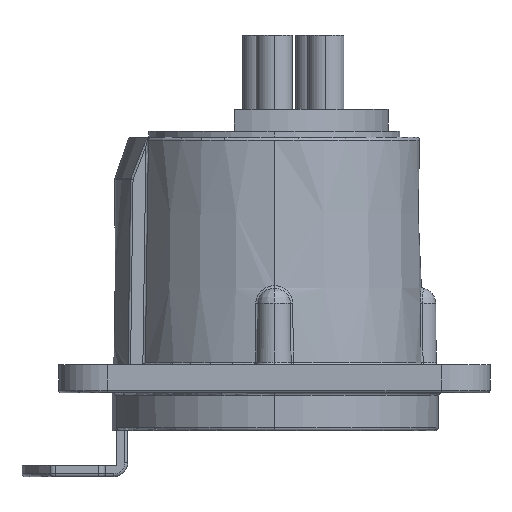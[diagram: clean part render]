
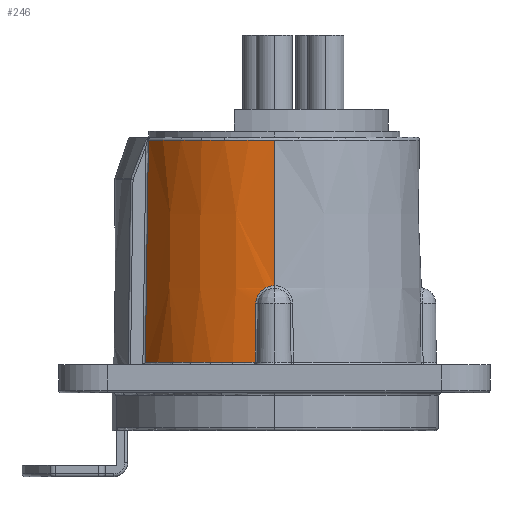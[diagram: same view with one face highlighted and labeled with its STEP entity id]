
A CAD part, left-side view. The second image highlights one B-rep face of the part: STEP entity #246.
In plain terms, the highlighted conical face has half-angle 0.699 degrees and reference radius 10.5 mm.
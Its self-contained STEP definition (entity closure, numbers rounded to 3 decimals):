
#38 = CARTESIAN_POINT ( 'NONE',  ( -133.142, 31.226, 0.198 ) ) ;
#108 = CARTESIAN_POINT ( 'NONE',  ( -133.038, 29.851, 16.102 ) ) ;
#246 = ADVANCED_FACE ( 'NONE', ( #4163 ), #4273, .T. ) ;
#371 = AXIS2_PLACEMENT_3D ( 'NONE', #7439, #2784, #6657 ) ;
#372 = CIRCLE ( 'NONE', #371, 10.596 ) ;
#579 = ORIENTED_EDGE ( 'NONE', *, *, #6011, .F. ) ;
#620 = CARTESIAN_POINT ( 'NONE',  ( -127.836, 38.922, 11.673 ) ) ;
#679 = CARTESIAN_POINT ( 'NONE',  ( -133.162, 30.128, 5.645 ) ) ;
#796 = CARTESIAN_POINT ( 'NONE',  ( -133.103, 31.176, 3.922 ) ) ;
#801 = VERTEX_POINT ( 'NONE', #6570 ) ;
#942 = CARTESIAN_POINT ( 'NONE',  ( -133.142, 31.226, 0.198 ) ) ;
#1051 = EDGE_CURVE ( 'NONE', #2878, #801, #5750, .T. ) ;
#1112 = CARTESIAN_POINT ( 'NONE',  ( -127.837, 39.082, 0.198 ) ) ;
#1254 = B_SPLINE_CURVE_WITH_KNOTS ( 'NONE', 3,
 ( #3726, #7801, #4586, #3763, #620, #9336, #3794 ),
 .UNSPECIFIED., .F., .F.,
 ( 4, 1, 1, 1, 4 ),
 ( 0.128, 0.313, 0.504, 0.694, 0.885 ),
 .UNSPECIFIED. ) ;
#1480 = CARTESIAN_POINT ( 'NONE',  ( -133.159, 30.243, 5.618 ) ) ;
#1769 = CARTESIAN_POINT ( 'NONE',  ( -133.138, 31.22, 0.656 ) ) ;
#2134 = DIRECTION ( 'NONE',  ( -0.5, 0.866, 0. ) ) ;
#2274 = CARTESIAN_POINT ( 'NONE',  ( -127.836, 38.86, 16.102 ) ) ;
#2318 = CARTESIAN_POINT ( 'NONE',  ( -133.154, 30.369, 5.577 ) ) ;
#2772 = DIRECTION ( 'NONE',  ( 0., 0., 1. ) ) ;
#2774 = ORIENTED_EDGE ( 'NONE', *, *, #9269, .F. ) ;
#2784 = DIRECTION ( 'NONE',  ( 0., 0., 1. ) ) ;
#2878 = VERTEX_POINT ( 'NONE', #108 ) ;
#2923 = CARTESIAN_POINT ( 'NONE',  ( -133.136, 29.851, 8.1 ) ) ;
#2940 = VERTEX_POINT ( 'NONE', #1112 ) ;
#3160 = CARTESIAN_POINT ( 'NONE',  ( -133.098, 31.169, 4.418 ) ) ;
#3177 = CARTESIAN_POINT ( 'NONE',  ( -133.165, 29.877, 5.669 ) ) ;
#3326 = AXIS2_PLACEMENT_3D ( 'NONE', #3606, #5957, #4363 ) ;
#3557 = EDGE_CURVE ( 'NONE', #5718, #9197, #6862, .T. ) ;
#3606 = CARTESIAN_POINT ( 'NONE',  ( -122.636, 29.851, 8.1 ) ) ;
#3726 = CARTESIAN_POINT ( 'NONE',  ( -127.837, 39.082, 0.198 ) ) ;
#3763 = CARTESIAN_POINT ( 'NONE',  ( -127.837, 38.979, 7.632 ) ) ;
#3794 = CARTESIAN_POINT ( 'NONE',  ( -127.836, 38.86, 16.102 ) ) ;
#4040 = CARTESIAN_POINT ( 'NONE',  ( -133.098, 31.169, 4.418 ) ) ;
#4163 = FACE_OUTER_BOUND ( 'NONE', #7985, .T. ) ;
#4273 = CONICAL_SURFACE ( 'NONE', #3326, 10.5, 0.012 ) ;
#4363 = DIRECTION ( 'NONE',  ( -1., 0., 0. ) ) ;
#4586 = CARTESIAN_POINT ( 'NONE',  ( -127.837, 39.032, 3.834 ) ) ;
#4625 = VERTEX_POINT ( 'NONE', #2274 ) ;
#4831 = CARTESIAN_POINT ( 'NONE',  ( -133.128, 31.208, 1.597 ) ) ;
#4953 = ORIENTED_EDGE ( 'NONE', *, *, #7479, .F. ) ;
#5486 = CARTESIAN_POINT ( 'NONE',  ( -133.117, 30.922, 5.161 ) ) ;
#5718 = VERTEX_POINT ( 'NONE', #7221 ) ;
#5750 = LINE ( 'NONE', #2923, #7246 ) ;
#5957 = DIRECTION ( 'NONE',  ( 0., 0., -1. ) ) ;
#6011 = EDGE_CURVE ( 'NONE', #2940, #4625, #1254, .T. ) ;
#6027 = DIRECTION ( 'NONE',  ( -0.012, 0., -1. ) ) ;
#6311 = CARTESIAN_POINT ( 'NONE',  ( -133.139, 30.643, 5.43 ) ) ;
#6351 = AXIS2_PLACEMENT_3D ( 'NONE', #9111, #2772, #2134 ) ;
#6413 = EDGE_CURVE ( 'NONE', #2940, #9197, #372, .T. ) ;
#6570 = CARTESIAN_POINT ( 'NONE',  ( -133.165, 29.851, 5.669 ) ) ;
#6657 = DIRECTION ( 'NONE',  ( 1., 0., 0. ) ) ;
#6862 = B_SPLINE_CURVE_WITH_KNOTS ( 'NONE', 3,
 ( #3160, #796, #9655, #4831, #1769, #38 ),
 .UNSPECIFIED., .F., .F.,
 ( 4, 1, 1, 4 ),
 ( 0.115, 0.372, 0.628, 0.867 ),
 .UNSPECIFIED. ) ;
#7221 = CARTESIAN_POINT ( 'NONE',  ( -133.098, 31.169, 4.418 ) ) ;
#7243 = CARTESIAN_POINT ( 'NONE',  ( -133.097, 31.168, 4.522 ) ) ;
#7246 = VECTOR ( 'NONE', #6027, 1000. ) ;
#7439 = CARTESIAN_POINT ( 'NONE',  ( -122.636, 29.851, 0.198 ) ) ;
#7479 = EDGE_CURVE ( 'NONE', #801, #5718, #9168, .T. ) ;
#7801 = CARTESIAN_POINT ( 'NONE',  ( -127.837, 39.066, 1.384 ) ) ;
#7829 = CARTESIAN_POINT ( 'NONE',  ( -133.147, 30.503, 5.516 ) ) ;
#7871 = CARTESIAN_POINT ( 'NONE',  ( -133.165, 29.932, 5.668 ) ) ;
#7973 = CARTESIAN_POINT ( 'NONE',  ( -133.098, 31.14, 4.715 ) ) ;
#7985 = EDGE_LOOP ( 'NONE', ( #9013, #2774, #579, #9885, #8297, #4953 ) ) ;
#8297 = ORIENTED_EDGE ( 'NONE', *, *, #3557, .F. ) ;
#8483 = CIRCLE ( 'NONE', #6351, 10.402 ) ;
#8792 = CARTESIAN_POINT ( 'NONE',  ( -133.106, 31.045, 4.965 ) ) ;
#9013 = ORIENTED_EDGE ( 'NONE', *, *, #1051, .F. ) ;
#9111 = CARTESIAN_POINT ( 'NONE',  ( -122.636, 29.851, 16.102 ) ) ;
#9168 = B_SPLINE_CURVE_WITH_KNOTS ( 'NONE', 3,
 ( #9465, #3177, #7871, #10267, #679, #1480, #2318, #7829, #6311, #9428, #5486, #8792, #7973, #7243, #4040 ),
 .UNSPECIFIED., .F., .F.,
 ( 4, 1, 1, 1, 1, 1, 1, 1, 1, 1, 1, 1, 4 ),
 ( 0., 0.083, 0.167, 0.25, 0.333, 0.417, 0.5, 0.583, 0.667, 0.75, 0.833, 0.917, 1. ),
 .UNSPECIFIED. ) ;
#9197 = VERTEX_POINT ( 'NONE', #942 ) ;
#9269 = EDGE_CURVE ( 'NONE', #4625, #2878, #8483, .T. ) ;
#9336 = CARTESIAN_POINT ( 'NONE',  ( -127.836, 38.881, 14.593 ) ) ;
#9428 = CARTESIAN_POINT ( 'NONE',  ( -133.128, 30.784, 5.315 ) ) ;
#9465 = CARTESIAN_POINT ( 'NONE',  ( -133.165, 29.851, 5.669 ) ) ;
#9655 = CARTESIAN_POINT ( 'NONE',  ( -133.113, 31.19, 2.941 ) ) ;
#9885 = ORIENTED_EDGE ( 'NONE', *, *, #6413, .T. ) ;
#10267 = CARTESIAN_POINT ( 'NONE',  ( -133.164, 30.024, 5.66 ) ) ;
